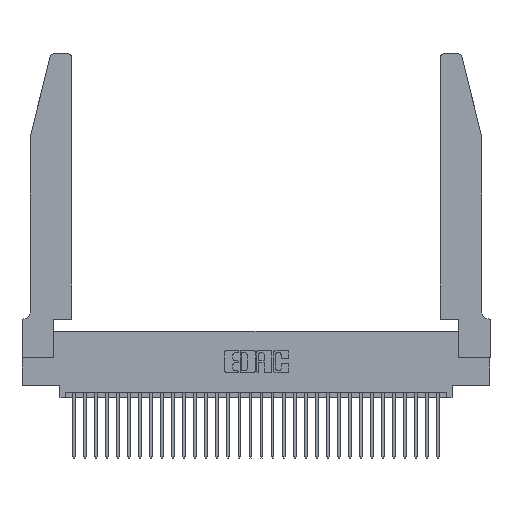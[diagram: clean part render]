
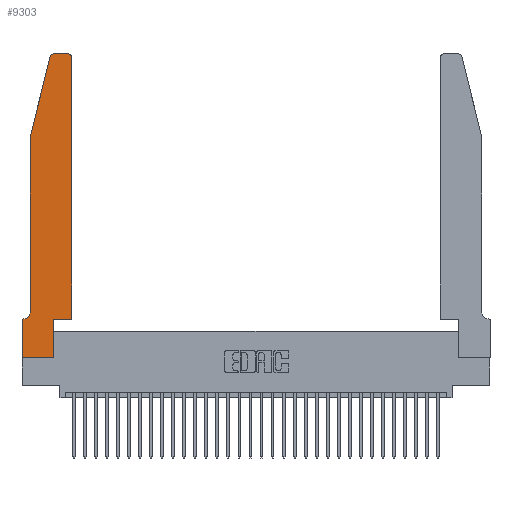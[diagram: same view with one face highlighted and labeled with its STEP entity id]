
A CAD part, top view. The second image highlights one B-rep face of the part: STEP entity #9303.
In plain terms, the highlighted planar face has unit normal (0, 0, 1).
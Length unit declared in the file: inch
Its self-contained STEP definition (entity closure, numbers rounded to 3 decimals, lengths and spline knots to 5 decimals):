
#156 = AXIS2_PLACEMENT_3D ( 'NONE', #20355, #5126, #22859 ) ;
#446 = ORIENTED_EDGE ( 'NONE', *, *, #15282, .T. ) ;
#555 = FACE_OUTER_BOUND ( 'NONE', #10930, .T. ) ;
#776 = DIRECTION ( 'NONE',  ( 1., 0., 0. ) ) ;
#1061 = EDGE_CURVE ( 'NONE', #18622, #29659, #27812, .T. ) ;
#1908 = LINE ( 'NONE', #9653, #20671 ) ;
#2283 = CARTESIAN_POINT ( 'NONE',  ( 0.0755, 2., 0.37 ) ) ;
#2431 = DIRECTION ( 'NONE',  ( 0., -1., 0. ) ) ;
#2601 = CARTESIAN_POINT ( 'NONE',  ( 0.0055, 0.35, 0.37 ) ) ;
#2852 = ORIENTED_EDGE ( 'NONE', *, *, #16008, .T. ) ;
#3429 = ORIENTED_EDGE ( 'NONE', *, *, #11714, .T. ) ;
#3873 = ORIENTED_EDGE ( 'NONE', *, *, #14086, .T. ) ;
#3956 = ORIENTED_EDGE ( 'NONE', *, *, #9447, .T. ) ;
#4344 = DIRECTION ( 'NONE',  ( 1., 0., 0. ) ) ;
#4828 = CARTESIAN_POINT ( 'NONE',  ( 0.284, 2.75, 0.37 ) ) ;
#5126 = DIRECTION ( 'NONE',  ( 0., 0., -1. ) ) ;
#5896 = CARTESIAN_POINT ( 'NONE',  ( 0., 0.35, 0.37 ) ) ;
#6862 = EDGE_CURVE ( 'NONE', #7701, #26352, #12668, .T. ) ;
#7629 = ORIENTED_EDGE ( 'NONE', *, *, #1061, .T. ) ;
#7701 = VERTEX_POINT ( 'NONE', #24972 ) ;
#7788 = VECTOR ( 'NONE', #20043, 39.37008 ) ;
#8421 = ORIENTED_EDGE ( 'NONE', *, *, #28393, .T. ) ;
#8613 = VECTOR ( 'NONE', #4344, 39.37008 ) ;
#9174 = CIRCLE ( 'NONE', #156, 0.07 ) ;
#9303 = ADVANCED_FACE ( 'NONE', ( #555 ), #13667, .T. ) ;
#9447 = EDGE_CURVE ( 'NONE', #10886, #14167, #23644, .T. ) ;
#9653 = CARTESIAN_POINT ( 'NONE',  ( 0.4505, 0.35, 0.37 ) ) ;
#9971 = DIRECTION ( 'NONE',  ( -1., 0., 0. ) ) ;
#10407 = CIRCLE ( 'NONE', #32343, 0.03 ) ;
#10515 = CARTESIAN_POINT ( 'NONE',  ( 0.2865, 0.35, 0.37 ) ) ;
#10886 = VERTEX_POINT ( 'NONE', #2601 ) ;
#10912 = CARTESIAN_POINT ( 'NONE',  ( 0., 0., 0.37 ) ) ;
#10930 = EDGE_LOOP ( 'NONE', ( #14270, #22462, #3429, #2852, #3873, #3956, #446, #7629, #12604, #11849, #11875, #8421 ) ) ;
#11045 = AXIS2_PLACEMENT_3D ( 'NONE', #28051, #13145, #30525 ) ;
#11209 = CARTESIAN_POINT ( 'NONE',  ( 0.0755, 2., 0.37 ) ) ;
#11714 = EDGE_CURVE ( 'NONE', #22949, #14066, #15714, .T. ) ;
#11723 = CARTESIAN_POINT ( 'NONE',  ( 0.2865, 0.35, 0.37 ) ) ;
#11849 = ORIENTED_EDGE ( 'NONE', *, *, #21061, .T. ) ;
#11875 = ORIENTED_EDGE ( 'NONE', *, *, #19853, .T. ) ;
#12131 = CARTESIAN_POINT ( 'NONE',  ( 0., 0., 0.37 ) ) ;
#12604 = ORIENTED_EDGE ( 'NONE', *, *, #30198, .T. ) ;
#12648 = LINE ( 'NONE', #11209, #32482 ) ;
#12668 = LINE ( 'NONE', #17531, #17820 ) ;
#13145 = DIRECTION ( 'NONE',  ( 0., 0., 1. ) ) ;
#13299 = CARTESIAN_POINT ( 'NONE',  ( 0.4205, 2.72, 0.37 ) ) ;
#13667 = PLANE ( 'NONE',  #26750 ) ;
#14066 = VERTEX_POINT ( 'NONE', #2283 ) ;
#14086 = EDGE_CURVE ( 'NONE', #30486, #10886, #9174, .T. ) ;
#14167 = VERTEX_POINT ( 'NONE', #30509 ) ;
#14270 = ORIENTED_EDGE ( 'NONE', *, *, #6862, .T. ) ;
#15282 = EDGE_CURVE ( 'NONE', #14167, #18622, #25575, .T. ) ;
#15449 = LINE ( 'NONE', #10515, #22060 ) ;
#15714 = LINE ( 'NONE', #30890, #20760 ) ;
#15842 = DIRECTION ( 'NONE',  ( 1., 0., 0. ) ) ;
#16008 = EDGE_CURVE ( 'NONE', #14066, #30486, #12648, .T. ) ;
#16202 = DIRECTION ( 'NONE',  ( 0., 0., 1. ) ) ;
#17082 = DIRECTION ( 'NONE',  ( -1., 0., 0. ) ) ;
#17449 = CARTESIAN_POINT ( 'NONE',  ( 0.4505, 2.72, 0.37 ) ) ;
#17531 = CARTESIAN_POINT ( 'NONE',  ( 0.2605, 2.75, 0.37 ) ) ;
#17820 = VECTOR ( 'NONE', #9971, 39.37008 ) ;
#18061 = DIRECTION ( 'NONE',  ( 0., 1., 0. ) ) ;
#18107 = VERTEX_POINT ( 'NONE', #27544 ) ;
#18588 = DIRECTION ( 'NONE',  ( -0.239, -0.971, 0. ) ) ;
#18622 = VERTEX_POINT ( 'NONE', #12131 ) ;
#18992 = VECTOR ( 'NONE', #2431, 39.37008 ) ;
#19853 = EDGE_CURVE ( 'NONE', #18107, #29401, #1908, .T. ) ;
#20043 = DIRECTION ( 'NONE',  ( 1., 0., 0. ) ) ;
#20355 = CARTESIAN_POINT ( 'NONE',  ( 0.0055, 0.42, 0.37 ) ) ;
#20671 = VECTOR ( 'NONE', #29639, 39.37008 ) ;
#20760 = VECTOR ( 'NONE', #18588, 39.37008 ) ;
#21061 = EDGE_CURVE ( 'NONE', #26109, #18107, #22014, .T. ) ;
#22014 = LINE ( 'NONE', #29578, #8613 ) ;
#22060 = VECTOR ( 'NONE', #18061, 39.37008 ) ;
#22462 = ORIENTED_EDGE ( 'NONE', *, *, #29045, .T. ) ;
#22859 = DIRECTION ( 'NONE',  ( -1., 0., 0. ) ) ;
#22949 = VERTEX_POINT ( 'NONE', #26784 ) ;
#23644 = LINE ( 'NONE', #31875, #29409 ) ;
#24085 = CIRCLE ( 'NONE', #11045, 0.03 ) ;
#24972 = CARTESIAN_POINT ( 'NONE',  ( 0.4205, 2.75, 0.37 ) ) ;
#25575 = LINE ( 'NONE', #30012, #18992 ) ;
#26109 = VERTEX_POINT ( 'NONE', #11723 ) ;
#26352 = VERTEX_POINT ( 'NONE', #4828 ) ;
#26750 = AXIS2_PLACEMENT_3D ( 'NONE', #5896, #16202, #776 ) ;
#26784 = CARTESIAN_POINT ( 'NONE',  ( 0.25487, 2.72718, 0.37 ) ) ;
#26828 = CARTESIAN_POINT ( 'NONE',  ( 0.0755, 0.42, 0.37 ) ) ;
#27544 = CARTESIAN_POINT ( 'NONE',  ( 0.4505, 0.35, 0.37 ) ) ;
#27812 = LINE ( 'NONE', #10912, #7788 ) ;
#28051 = CARTESIAN_POINT ( 'NONE',  ( 0.284, 2.72, 0.37 ) ) ;
#28393 = EDGE_CURVE ( 'NONE', #29401, #7701, #10407, .T. ) ;
#29045 = EDGE_CURVE ( 'NONE', #26352, #22949, #24085, .T. ) ;
#29401 = VERTEX_POINT ( 'NONE', #17449 ) ;
#29409 = VECTOR ( 'NONE', #17082, 39.37008 ) ;
#29578 = CARTESIAN_POINT ( 'NONE',  ( 0.4505, 0.35, 0.37 ) ) ;
#29639 = DIRECTION ( 'NONE',  ( 0., 1., 0. ) ) ;
#29659 = VERTEX_POINT ( 'NONE', #30818 ) ;
#30012 = CARTESIAN_POINT ( 'NONE',  ( 0., 0., 0.37 ) ) ;
#30198 = EDGE_CURVE ( 'NONE', #29659, #26109, #15449, .T. ) ;
#30486 = VERTEX_POINT ( 'NONE', #26828 ) ;
#30509 = CARTESIAN_POINT ( 'NONE',  ( 0., 0.35, 0.37 ) ) ;
#30525 = DIRECTION ( 'NONE',  ( 1., 0., 0. ) ) ;
#30663 = DIRECTION ( 'NONE',  ( 0., 0., 1. ) ) ;
#30818 = CARTESIAN_POINT ( 'NONE',  ( 0.2865, 0., 0.37 ) ) ;
#30890 = CARTESIAN_POINT ( 'NONE',  ( 0.0755, 2., 0.37 ) ) ;
#31151 = DIRECTION ( 'NONE',  ( 0., -1., 0. ) ) ;
#31875 = CARTESIAN_POINT ( 'NONE',  ( 0.0755, 0.35, 0.37 ) ) ;
#32343 = AXIS2_PLACEMENT_3D ( 'NONE', #13299, #30663, #15842 ) ;
#32482 = VECTOR ( 'NONE', #31151, 39.37008 ) ;
